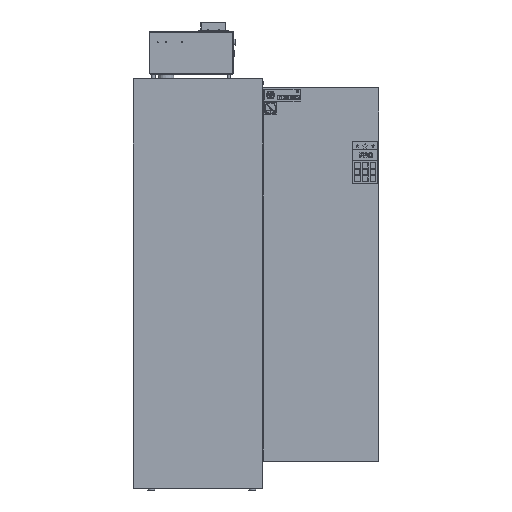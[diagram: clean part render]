
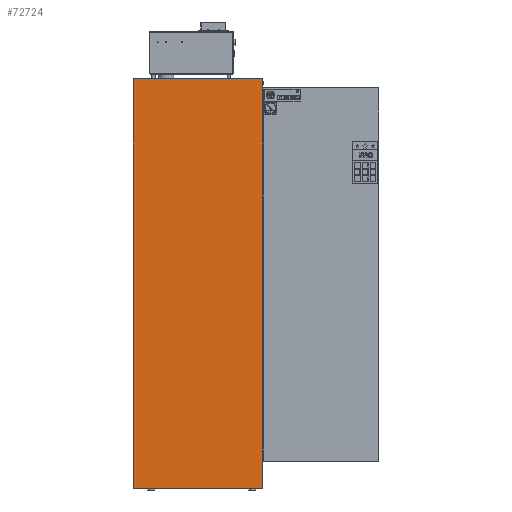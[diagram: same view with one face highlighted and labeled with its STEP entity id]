
A CAD part, left-side view. The second image highlights one B-rep face of the part: STEP entity #72724.
In plain terms, the highlighted planar face has unit normal (-1, 0, 0).
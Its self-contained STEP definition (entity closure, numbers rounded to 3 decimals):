
#7977=LINE('',#123147,#14515);
#8664=LINE('',#124733,#15202);
#8820=LINE('',#125090,#15358);
#8822=LINE('',#125093,#15360);
#14515=VECTOR('',#93462,10.);
#15202=VECTOR('',#94903,10.);
#15358=VECTOR('',#95261,10.);
#15360=VECTOR('',#95265,10.);
#20382=FACE_OUTER_BOUND('',#24754,.T.);
#24754=EDGE_LOOP('',(#60622,#60623,#60624,#60625));
#32103=VERTEX_POINT('',#123140);
#32106=VERTEX_POINT('',#123145);
#32628=VERTEX_POINT('',#124732);
#32728=VERTEX_POINT('',#125089);
#41225=EDGE_CURVE('',#32106,#32103,#7977,.T.);
#41998=EDGE_CURVE('',#32103,#32628,#8664,.T.);
#42176=EDGE_CURVE('',#32628,#32728,#8820,.T.);
#42178=EDGE_CURVE('',#32728,#32106,#8822,.T.);
#60622=ORIENTED_EDGE('',*,*,#41998,.F.);
#60623=ORIENTED_EDGE('',*,*,#41225,.F.);
#60624=ORIENTED_EDGE('',*,*,#42178,.F.);
#60625=ORIENTED_EDGE('',*,*,#42176,.F.);
#65146=PLANE('',#78407);
#72724=ADVANCED_FACE('',(#20382),#65146,.T.);
#78407=AXIS2_PLACEMENT_3D('',#125092,#95263,#95264);
#93462=DIRECTION('',(0.,-1.,0.));
#94903=DIRECTION('',(0.,0.,-1.));
#95261=DIRECTION('',(0.,1.,0.));
#95263=DIRECTION('center_axis',(-1.,0.,0.));
#95264=DIRECTION('ref_axis',(0.,-1.,0.));
#95265=DIRECTION('',(0.,0.,1.));
#123140=CARTESIAN_POINT('',(-596.88,-307.5,974.185));
#123145=CARTESIAN_POINT('',(-596.88,307.5,974.185));
#123147=CARTESIAN_POINT('',(-596.88,307.5,974.185));
#124732=CARTESIAN_POINT('',(-596.88,-307.5,-974.185));
#124733=CARTESIAN_POINT('',(-596.88,-307.5,0.));
#125089=CARTESIAN_POINT('',(-596.88,307.5,-974.185));
#125090=CARTESIAN_POINT('',(-596.88,307.5,-974.185));
#125092=CARTESIAN_POINT('Origin',(-596.88,307.5,0.));
#125093=CARTESIAN_POINT('',(-596.88,307.5,0.));
